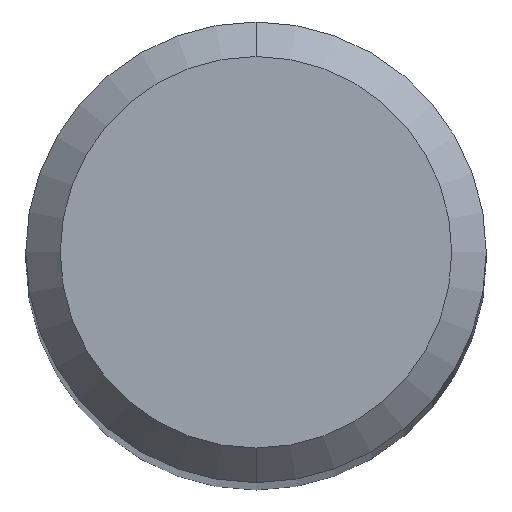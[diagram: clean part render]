
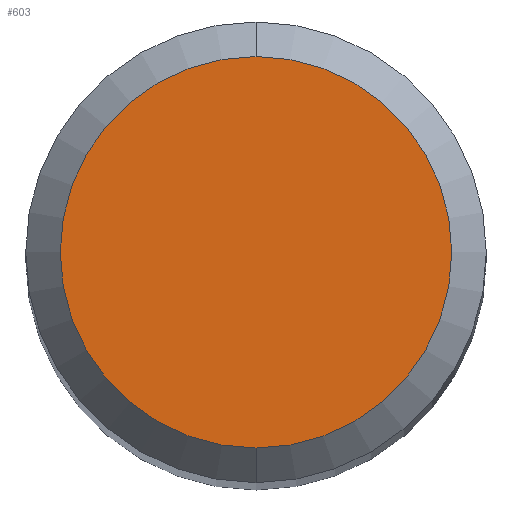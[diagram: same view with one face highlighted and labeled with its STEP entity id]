
A CAD part, top view. The second image highlights one B-rep face of the part: STEP entity #603.
In plain terms, the highlighted planar face has unit normal (0, 0, 1).
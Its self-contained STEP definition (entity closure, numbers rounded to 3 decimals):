
#437=EDGE_CURVE('',#1027,#537,#1157,.T.);
#537=VERTEX_POINT('',#1265);
#603=ADVANCED_FACE('',(#1336),#1337,.T.);
#769=EDGE_CURVE('',#537,#1027,#1514,.T.);
#1027=VERTEX_POINT('',#1797);
#1157=CIRCLE('',#2067,1.7);
#1265=CARTESIAN_POINT('',(0.,-1.7,0.0));
#1336=FACE_OUTER_BOUND('',#2582,.T.);
#1337=PLANE('',#2583);
#1514=CIRCLE('',#3427,1.7);
#1797=CARTESIAN_POINT('',(0.0,1.7,0.0));
#2067=AXIS2_PLACEMENT_3D('',#4859,#4860,#4861);
#2582=EDGE_LOOP('',(#5023,#5024));
#2583=AXIS2_PLACEMENT_3D('',#5025,#5026,#5027);
#3427=AXIS2_PLACEMENT_3D('',#5180,#5181,#5182);
#4859=CARTESIAN_POINT('',(0.0,0.0,0.0));
#4860=DIRECTION('',(0.0,0.0,-1.0));
#4861=DIRECTION('',(0.0,1.0,0.0));
#5023=ORIENTED_EDGE('',*,*,#437,.F.);
#5024=ORIENTED_EDGE('',*,*,#769,.F.);
#5025=CARTESIAN_POINT('',(0.0,0.85,0.0));
#5026=DIRECTION('',(-0.0,0.0,1.0));
#5027=DIRECTION('',(0.0,-1.0,0.0));
#5180=CARTESIAN_POINT('',(0.0,0.0,0.0));
#5181=DIRECTION('',(0.0,0.0,-1.0));
#5182=DIRECTION('',(0.0,1.0,0.0));
